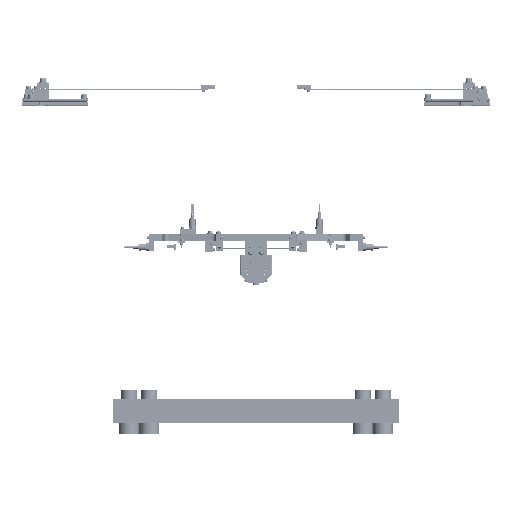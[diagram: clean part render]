
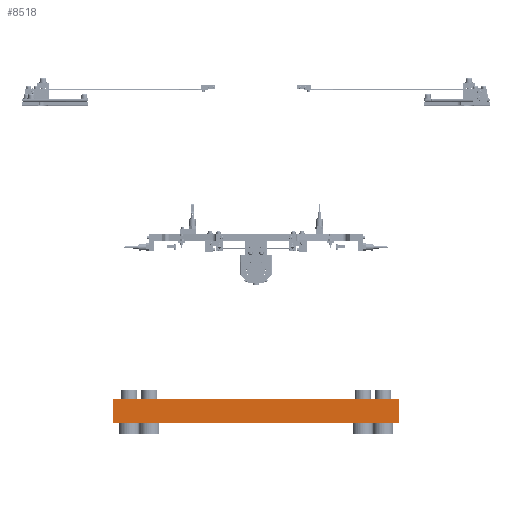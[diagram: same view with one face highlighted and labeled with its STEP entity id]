
A CAD part, top view. The second image highlights one B-rep face of the part: STEP entity #8518.
In plain terms, the highlighted face is planar.
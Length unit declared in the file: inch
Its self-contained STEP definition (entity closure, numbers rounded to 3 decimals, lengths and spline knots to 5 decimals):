
#1031 = CARTESIAN_POINT ( 'NONE',  ( -2.95276, 0.75, 8.85827 ) ) ;
#1424 = CARTESIAN_POINT ( 'NONE',  ( -2.95276, 0.75, -8.85827 ) ) ;
#1521 = CARTESIAN_POINT ( 'NONE',  ( -2.95276, -0.75, 8.85827 ) ) ;
#8518 = ADVANCED_FACE ( 'NONE', ( #37110 ), #35858, .F. ) ;
#10670 = EDGE_CURVE ( 'NONE', #11591, #11784, #54625, .T. ) ;
#10697 = EDGE_CURVE ( 'NONE', #11784, #56978, #54678, .T. ) ;
#10698 = EDGE_CURVE ( 'NONE', #11837, #56978, #54679, .T. ) ;
#10699 = EDGE_CURVE ( 'NONE', #11591, #11837, #54669, .T. ) ;
#11591 = VERTEX_POINT ( 'NONE', #1031 ) ;
#11784 = VERTEX_POINT ( 'NONE', #1424 ) ;
#11837 = VERTEX_POINT ( 'NONE', #1521 ) ;
#16217 = AXIS2_PLACEMENT_3D ( 'NONE', #35849, #35860, #35862 ) ;
#25882 = CARTESIAN_POINT ( 'NONE',  ( -2.95276, -0.75, -8.85827 ) ) ;
#31553 = ORIENTED_EDGE ( 'NONE', *, *, #10697, .T. ) ;
#31869 = ORIENTED_EDGE ( 'NONE', *, *, #10698, .F. ) ;
#31877 = ORIENTED_EDGE ( 'NONE', *, *, #10699, .F. ) ;
#31885 = ORIENTED_EDGE ( 'NONE', *, *, #10670, .T. ) ;
#32288 = EDGE_LOOP ( 'NONE', ( #31553, #31869, #31877, #31885 ) ) ;
#35849 = CARTESIAN_POINT ( 'NONE',  ( -2.95276, 0.75, 8.85827 ) ) ;
#35858 = PLANE ( 'NONE',  #16217 ) ;
#35860 = DIRECTION ( 'NONE',  ( 1., 0., 0. ) ) ;
#35862 = DIRECTION ( 'NONE',  ( 0., 0., -1. ) ) ;
#37110 = FACE_OUTER_BOUND ( 'NONE', #32288, .T. ) ;
#53999 = CARTESIAN_POINT ( 'NONE',  ( -2.95276, 0.75, 8.85827 ) ) ;
#54004 = DIRECTION ( 'NONE',  ( 0., 0., -1. ) ) ;
#54061 = CARTESIAN_POINT ( 'NONE',  ( -2.95276, 0.75, -8.85827 ) ) ;
#54062 = DIRECTION ( 'NONE',  ( 0., -1., 0. ) ) ;
#54066 = CARTESIAN_POINT ( 'NONE',  ( -2.95276, 0.75, 8.85827 ) ) ;
#54070 = CARTESIAN_POINT ( 'NONE',  ( -2.95276, -0.75, 8.85827 ) ) ;
#54071 = DIRECTION ( 'NONE',  ( 0., 0., -1. ) ) ;
#54072 = DIRECTION ( 'NONE',  ( 0., -1., 0. ) ) ;
#54625 = LINE ( 'NONE', #53999, #54638 ) ;
#54638 = VECTOR ( 'NONE', #54004, 39.37008 ) ;
#54669 = LINE ( 'NONE', #54066, #54684 ) ;
#54678 = LINE ( 'NONE', #54061, #54680 ) ;
#54679 = LINE ( 'NONE', #54070, #54682 ) ;
#54680 = VECTOR ( 'NONE', #54062, 39.37008 ) ;
#54682 = VECTOR ( 'NONE', #54071, 39.37008 ) ;
#54684 = VECTOR ( 'NONE', #54072, 39.37008 ) ;
#56978 = VERTEX_POINT ( 'NONE', #25882 ) ;
